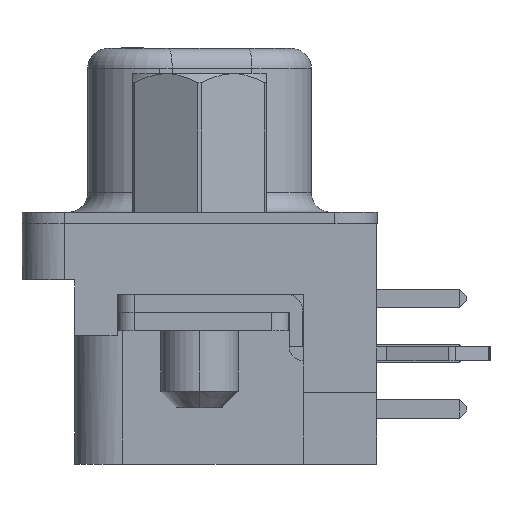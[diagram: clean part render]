
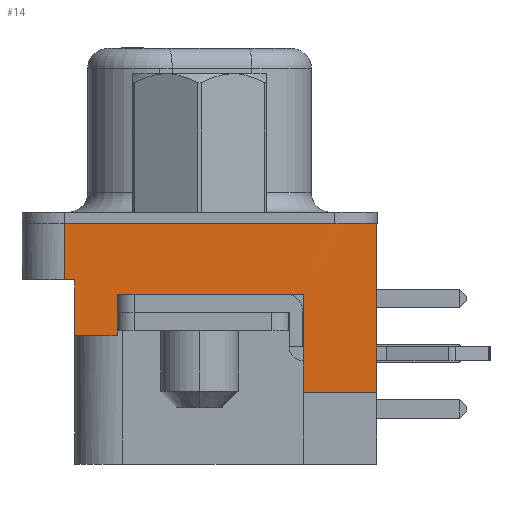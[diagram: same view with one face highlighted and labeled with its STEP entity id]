
A CAD part, left-side view. The second image highlights one B-rep face of the part: STEP entity #14.
In plain terms, the highlighted planar face has unit normal (-1, 0, 0).
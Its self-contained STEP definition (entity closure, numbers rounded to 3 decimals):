
#14 = ADVANCED_FACE ( 'NONE', ( #13789 ), #17390, .F. ) ;
#105 = VERTEX_POINT ( 'NONE', #2488 ) ;
#114 = VECTOR ( 'NONE', #11150, 1000. ) ;
#379 = ORIENTED_EDGE ( 'NONE', *, *, #20769, .F. ) ;
#487 = CARTESIAN_POINT ( 'NONE',  ( -15.395, 2.915, -2.9 ) ) ;
#1040 = LINE ( 'NONE', #15536, #13294 ) ;
#1117 = ORIENTED_EDGE ( 'NONE', *, *, #13627, .T. ) ;
#1358 = VECTOR ( 'NONE', #20837, 1000. ) ;
#1735 = LINE ( 'NONE', #11547, #10200 ) ;
#1949 = VERTEX_POINT ( 'NONE', #13200 ) ;
#1987 = DIRECTION ( 'NONE',  ( 0., 1., 0. ) ) ;
#2226 = DIRECTION ( 'NONE',  ( 1., 0., 0. ) ) ;
#2488 = CARTESIAN_POINT ( 'NONE',  ( -15.395, 4.415, -4.36 ) ) ;
#3207 = CARTESIAN_POINT ( 'NONE',  ( -15.395, -3.665, -50.39 ) ) ;
#3335 = VECTOR ( 'NONE', #17860, 1000. ) ;
#3369 = VERTEX_POINT ( 'NONE', #16715 ) ;
#3530 = CARTESIAN_POINT ( 'NONE',  ( -15.395, 4.415, -4.36 ) ) ;
#3896 = EDGE_CURVE ( 'NONE', #15663, #7598, #12866, .T. ) ;
#4569 = LINE ( 'NONE', #13124, #16626 ) ;
#4882 = CARTESIAN_POINT ( 'NONE',  ( -15.395, 2.915, -2.9 ) ) ;
#5252 = CARTESIAN_POINT ( 'NONE',  ( -15.395, 4.775, -2.39 ) ) ;
#5523 = LINE ( 'NONE', #12573, #13525 ) ;
#6393 = EDGE_LOOP ( 'NONE', ( #15424, #18918, #13132, #11352, #10661, #379, #7215, #18005, #1117, #11971, #12581, #11719 ) ) ;
#6882 = DIRECTION ( 'NONE',  ( 0., 0., 1. ) ) ;
#7215 = ORIENTED_EDGE ( 'NONE', *, *, #8714, .F. ) ;
#7422 = LINE ( 'NONE', #16981, #11165 ) ;
#7434 = CARTESIAN_POINT ( 'NONE',  ( -15.4, 4.775, -0.39 ) ) ;
#7598 = VERTEX_POINT ( 'NONE', #19118 ) ;
#7668 = CARTESIAN_POINT ( 'NONE',  ( -15.405, -1.592, -0.39 ) ) ;
#7784 = CARTESIAN_POINT ( 'NONE',  ( -15.4, -4.775, -0.39 ) ) ;
#7947 = CARTESIAN_POINT ( 'NONE',  ( -15.395, -6.265, -0.39 ) ) ;
#8028 = CARTESIAN_POINT ( 'NONE',  ( -15.4, -4.775, -0.39 ) ) ;
#8714 = EDGE_CURVE ( 'NONE', #3369, #19495, #19253, .T. ) ;
#8973 = EDGE_CURVE ( 'NONE', #16038, #1949, #18413, .T. ) ;
#9401 = EDGE_CURVE ( 'NONE', #14674, #16038, #1040, .T. ) ;
#9537 = CARTESIAN_POINT ( 'NONE',  ( -15.395, -6.265, -0.39 ) ) ;
#10151 = CARTESIAN_POINT ( 'NONE',  ( -15.395, -6.265, -2.39 ) ) ;
#10200 = VECTOR ( 'NONE', #1987, 1000. ) ;
#10226 = CARTESIAN_POINT ( 'NONE',  ( -15.395, -3.665, -6.36 ) ) ;
#10404 = VERTEX_POINT ( 'NONE', #8028 ) ;
#10618 = CARTESIAN_POINT ( 'NONE',  ( -15.395, 2.915, -4.36 ) ) ;
#10661 = ORIENTED_EDGE ( 'NONE', *, *, #14021, .F. ) ;
#10726 = EDGE_CURVE ( 'NONE', #19718, #3369, #7422, .T. ) ;
#10737 = AXIS2_PLACEMENT_3D ( 'NONE', #10151, #2226, #19709 ) ;
#10740 = CARTESIAN_POINT ( 'NONE',  ( -15.4, 4.775, -0.39 ) ) ;
#10799 = CARTESIAN_POINT ( 'NONE',  ( -15.405, 1.592, -0.39 ) ) ;
#10994 = CARTESIAN_POINT ( 'NONE',  ( -15.395, -4.948, -0.39 ) ) ;
#11097 = EDGE_CURVE ( 'NONE', #105, #12376, #5523, .T. ) ;
#11150 = DIRECTION ( 'NONE',  ( 0., 0., 1. ) ) ;
#11165 = VECTOR ( 'NONE', #15481, 1000. ) ;
#11352 = ORIENTED_EDGE ( 'NONE', *, *, #8973, .T. ) ;
#11547 = CARTESIAN_POINT ( 'NONE',  ( -15.395, -6.275, -6.36 ) ) ;
#11566 = VECTOR ( 'NONE', #11672, 1000. ) ;
#11672 = DIRECTION ( 'NONE',  ( 0., 0., 1. ) ) ;
#11719 = ORIENTED_EDGE ( 'NONE', *, *, #14630, .T. ) ;
#11914 = EDGE_CURVE ( 'NONE', #14674, #15663, #1735, .T. ) ;
#11971 = ORIENTED_EDGE ( 'NONE', *, *, #11097, .T. ) ;
#12218 = CARTESIAN_POINT ( 'NONE',  ( -15.395, -6.265, -6.36 ) ) ;
#12376 = VERTEX_POINT ( 'NONE', #10618 ) ;
#12573 = CARTESIAN_POINT ( 'NONE',  ( -15.395, 2.915, -4.36 ) ) ;
#12581 = ORIENTED_EDGE ( 'NONE', *, *, #17164, .T. ) ;
#12591 = CARTESIAN_POINT ( 'NONE',  ( -15.395, 4.415, -2.39 ) ) ;
#12866 = LINE ( 'NONE', #3207, #114 ) ;
#13124 = CARTESIAN_POINT ( 'NONE',  ( -15.395, -3.665, -2.9 ) ) ;
#13132 = ORIENTED_EDGE ( 'NONE', *, *, #9401, .T. ) ;
#13200 = CARTESIAN_POINT ( 'NONE',  ( -15.395, -4.948, -0.39 ) ) ;
#13294 = VECTOR ( 'NONE', #17189, 1000. ) ;
#13525 = VECTOR ( 'NONE', #15831, 1000. ) ;
#13627 = EDGE_CURVE ( 'NONE', #19718, #105, #15602, .T. ) ;
#13789 = FACE_OUTER_BOUND ( 'NONE', #6393, .T. ) ;
#14021 = EDGE_CURVE ( 'NONE', #10404, #1949, #20831, .T. ) ;
#14630 = EDGE_CURVE ( 'NONE', #15480, #7598, #4569, .T. ) ;
#14674 = VERTEX_POINT ( 'NONE', #12218 ) ;
#15424 = ORIENTED_EDGE ( 'NONE', *, *, #3896, .F. ) ;
#15480 = VERTEX_POINT ( 'NONE', #4882 ) ;
#15481 = DIRECTION ( 'NONE',  ( 0., 1., 0. ) ) ;
#15536 = CARTESIAN_POINT ( 'NONE',  ( -15.395, -6.265, -2.39 ) ) ;
#15602 = LINE ( 'NONE', #3530, #3335 ) ;
#15663 = VERTEX_POINT ( 'NONE', #10226 ) ;
#15831 = DIRECTION ( 'NONE',  ( 0., -1., 0. ) ) ;
#16038 = VERTEX_POINT ( 'NONE', #7947 ) ;
#16626 = VECTOR ( 'NONE', #18029, 1000. ) ;
#16715 = CARTESIAN_POINT ( 'NONE',  ( -15.395, 4.775, -2.39 ) ) ;
#16981 = CARTESIAN_POINT ( 'NONE',  ( -15.395, -6.265, -2.39 ) ) ;
#17164 = EDGE_CURVE ( 'NONE', #12376, #15480, #20153, .T. ) ;
#17189 = DIRECTION ( 'NONE',  ( 0., 0., 1. ) ) ;
#17390 = PLANE ( 'NONE',  #10737 ) ;
#17424 = CARTESIAN_POINT ( 'NONE',  ( -15.405, -4.833, -0.39 ) ) ;
#17860 = DIRECTION ( 'NONE',  ( 0., 0., -1. ) ) ;
#18005 = ORIENTED_EDGE ( 'NONE', *, *, #10726, .F. ) ;
#18029 = DIRECTION ( 'NONE',  ( 0., -1., 0. ) ) ;
#18413 = LINE ( 'NONE', #9537, #1358 ) ;
#18710 = VECTOR ( 'NONE', #6882, 1000. ) ;
#18918 = ORIENTED_EDGE ( 'NONE', *, *, #11914, .F. ) ;
#18934 = CARTESIAN_POINT ( 'NONE',  ( -15.4, -4.775, -0.39 ) ) ;
#19118 = CARTESIAN_POINT ( 'NONE',  ( -15.395, -3.665, -2.9 ) ) ;
#19253 = LINE ( 'NONE', #5252, #18710 ) ;
#19495 = VERTEX_POINT ( 'NONE', #7434 ) ;
#19709 = DIRECTION ( 'NONE',  ( 0., 0., -1. ) ) ;
#19718 = VERTEX_POINT ( 'NONE', #12591 ) ;
#20153 = LINE ( 'NONE', #487, #11566 ) ;
#20674 = CARTESIAN_POINT ( 'NONE',  ( -15.402, -4.891, -0.39 ) ) ;
#20769 = EDGE_CURVE ( 'NONE', #19495, #10404, #20860, .T. ) ;
#20831 = B_SPLINE_CURVE_WITH_KNOTS ( 'NONE', 3,
 ( #7784, #17424, #20674, #10994 ),
 .UNSPECIFIED., .F., .F.,
 ( 4, 4 ),
 ( 0., 1. ),
 .UNSPECIFIED. ) ;
#20837 = DIRECTION ( 'NONE',  ( 0., 1., 0. ) ) ;
#20860 = B_SPLINE_CURVE_WITH_KNOTS ( 'NONE', 3,
 ( #10740, #10799, #7668, #18934 ),
 .UNSPECIFIED., .F., .F.,
 ( 4, 4 ),
 ( 0., 1. ),
 .UNSPECIFIED. ) ;
